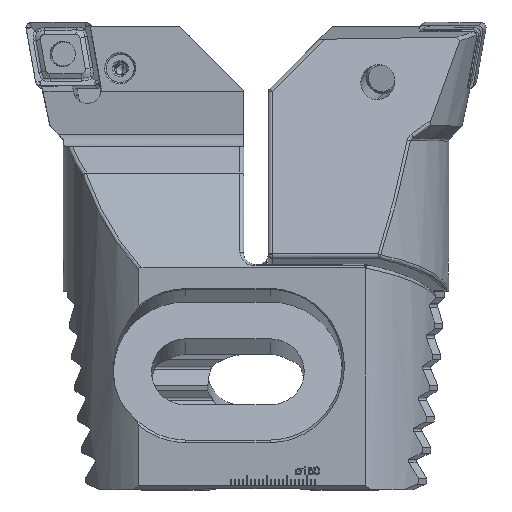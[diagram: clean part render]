
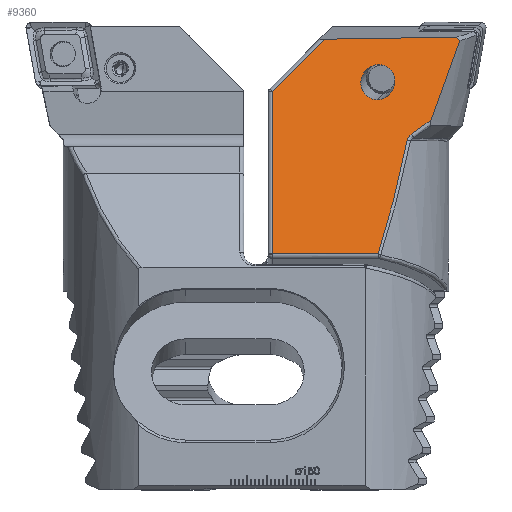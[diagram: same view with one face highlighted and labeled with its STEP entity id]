
A CAD part, top view. The second image highlights one B-rep face of the part: STEP entity #9360.
In plain terms, the highlighted face is planar.
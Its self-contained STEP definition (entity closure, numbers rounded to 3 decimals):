
#215 =( BOUNDED_CURVE ( )  B_SPLINE_CURVE ( 3, ( #2525, #2457, #1965, #1853 ),
 .UNSPECIFIED., .F., .F. ) 
 B_SPLINE_CURVE_WITH_KNOTS ( ( 4, 4 ),
 ( 3.835, 4.064 ),
 .UNSPECIFIED. ) 
 CURVE ( )  GEOMETRIC_REPRESENTATION_ITEM ( )  RATIONAL_B_SPLINE_CURVE ( ( 1., 0.996, 0.996, 1. ) ) 
 REPRESENTATION_ITEM ( '' )  );
#229 = ORIENTED_EDGE ( 'NONE', *, *, #15011, .F. ) ;
#269 = AXIS2_PLACEMENT_3D ( 'NONE', #9337, #7745, #7439 ) ;
#404 = CARTESIAN_POINT ( 'NONE',  ( 6.506, -4.438, -22.124 ) ) ;
#681 = CARTESIAN_POINT ( 'NONE',  ( 27.128, -19.194, -26.078 ) ) ;
#855 = ORIENTED_EDGE ( 'NONE', *, *, #14847, .T. ) ;
#874 = CARTESIAN_POINT ( 'NONE',  ( 26.713, -10.44, -23.733 ) ) ;
#933 = VERTEX_POINT ( 'NONE', #17455 ) ;
#1060 = CARTESIAN_POINT ( 'NONE',  ( 35.59, -19.194, -26.078 ) ) ;
#1120 = ORIENTED_EDGE ( 'NONE', *, *, #13298, .T. ) ;
#1176 = CARTESIAN_POINT ( 'NONE',  ( 6.506, -4.438, -22.124 ) ) ;
#1241 = CARTESIAN_POINT ( 'NONE',  ( 53.25, -57.496, -36.341 ) ) ;
#1515 = B_SPLINE_CURVE_WITH_KNOTS ( 'NONE', 3,
 ( #4742, #3878, #3730, #3747 ),
 .UNSPECIFIED., .F., .F.,
 ( 4, 4 ),
 ( 0., 0.006 ),
 .UNSPECIFIED. ) ;
#1625 =( BOUNDED_CURVE ( )  B_SPLINE_CURVE ( 3, ( #17609, #17718, #17574, #17571 ),
 .UNSPECIFIED., .F., .F. ) 
 B_SPLINE_CURVE_WITH_KNOTS ( ( 4, 4 ),
 ( 4.213, 4.329 ),
 .UNSPECIFIED. ) 
 CURVE ( )  GEOMETRIC_REPRESENTATION_ITEM ( )  RATIONAL_B_SPLINE_CURVE ( ( 1., 0.999, 0.999, 1. ) ) 
 REPRESENTATION_ITEM ( '' )  );
#1645 = B_SPLINE_CURVE_WITH_KNOTS ( 'NONE', 3,
 ( #16217, #16411, #15512, #15264, #13875, #13888, #13842, #13684 ),
 .UNSPECIFIED., .F., .F.,
 ( 4, 2, 2, 4 ),
 ( 0., 0.001, 0.001, 0.002 ),
 .UNSPECIFIED. ) ;
#1723 =( BOUNDED_CURVE ( )  B_SPLINE_CURVE ( 3, ( #15328, #9401, #8181, #17958 ),
 .UNSPECIFIED., .F., .F. ) 
 B_SPLINE_CURVE_WITH_KNOTS ( ( 4, 4 ),
 ( 3.432, 6.573 ),
 .UNSPECIFIED. ) 
 CURVE ( )  GEOMETRIC_REPRESENTATION_ITEM ( )  RATIONAL_B_SPLINE_CURVE ( ( 1., 0.333, 0.333, 1. ) ) 
 REPRESENTATION_ITEM ( '' )  );
#1853 = CARTESIAN_POINT ( 'NONE',  ( 19.587, -29.155, -28.747 ) ) ;
#1965 = CARTESIAN_POINT ( 'NONE',  ( 21.711, -39.617, -31.551 ) ) ;
#2221 = B_SPLINE_CURVE_WITH_KNOTS ( 'NONE', 3,
 ( #404, #17908, #15681, #15628 ),
 .UNSPECIFIED., .F., .F.,
 ( 4, 4 ),
 ( 0., 1. ),
 .UNSPECIFIED. ) ;
#2223 = VERTEX_POINT ( 'NONE', #18099 ) ;
#2436 = LINE ( 'NONE', #6324, #16940 ) ;
#2457 = CARTESIAN_POINT ( 'NONE',  ( 24.141, -49.105, -34.093 ) ) ;
#2525 = CARTESIAN_POINT ( 'NONE',  ( 26.846, -57.496, -36.341 ) ) ;
#2717 = CARTESIAN_POINT ( 'NONE',  ( 27.128, -19.194, -26.078 ) ) ;
#3166 = EDGE_LOOP ( 'NONE', ( #8067, #6080 ) ) ;
#3430 = CARTESIAN_POINT ( 'NONE',  ( 26.713, -10.44, -23.733 ) ) ;
#3520 = CARTESIAN_POINT ( 'NONE',  ( 18.576, -27.741, -28.369 ) ) ;
#3730 = CARTESIAN_POINT ( 'NONE',  ( 15.265, -25.386, -27.737 ) ) ;
#3747 = CARTESIAN_POINT ( 'NONE',  ( 13.636, -24.174, -27.413 ) ) ;
#3878 = CARTESIAN_POINT ( 'NONE',  ( 16.91, -26.577, -28.057 ) ) ;
#3953 =( BOUNDED_CURVE ( )  B_SPLINE_CURVE ( 3, ( #874, #4499, #1060, #681 ),
 .UNSPECIFIED., .F., .F. ) 
 B_SPLINE_CURVE_WITH_KNOTS ( ( 4, 4 ),
 ( 0.29, 3.432 ),
 .UNSPECIFIED. ) 
 CURVE ( )  GEOMETRIC_REPRESENTATION_ITEM ( )  RATIONAL_B_SPLINE_CURVE ( ( 1., 0.333, 0.333, 1. ) ) 
 REPRESENTATION_ITEM ( '' )  );
#4080 = VERTEX_POINT ( 'NONE', #3430 ) ;
#4499 = CARTESIAN_POINT ( 'NONE',  ( 35.175, -10.44, -23.733 ) ) ;
#4742 = CARTESIAN_POINT ( 'NONE',  ( 18.576, -27.741, -28.369 ) ) ;
#5142 = FACE_BOUND ( 'NONE', #3166, .T. ) ;
#5778 = VERTEX_POINT ( 'NONE', #8205 ) ;
#6080 = ORIENTED_EDGE ( 'NONE', *, *, #9864, .F. ) ;
#6126 = DIRECTION ( 'NONE',  ( -1., 0., 0. ) ) ;
#6324 = CARTESIAN_POINT ( 'NONE',  ( 113.15, -57.496, -36.341 ) ) ;
#7195 = DIRECTION ( 'NONE',  ( 0., -0.966, -0.259 ) ) ;
#7303 = CARTESIAN_POINT ( 'NONE',  ( 53.25, -2.353, -21.566 ) ) ;
#7439 = DIRECTION ( 'NONE',  ( 0., -0.966, -0.259 ) ) ;
#7499 = VECTOR ( 'NONE', #10762, 1000. ) ;
#7745 = DIRECTION ( 'NONE',  ( 0., -0.259, 0.966 ) ) ;
#7972 = FACE_OUTER_BOUND ( 'NONE', #16808, .T. ) ;
#8067 = ORIENTED_EDGE ( 'NONE', *, *, #16988, .F. ) ;
#8181 = CARTESIAN_POINT ( 'NONE',  ( 18.251, -10.44, -23.733 ) ) ;
#8205 = CARTESIAN_POINT ( 'NONE',  ( 19.587, -29.155, -28.747 ) ) ;
#9337 = CARTESIAN_POINT ( 'NONE',  ( 113.15, -2.353, -21.566 ) ) ;
#9360 = ADVANCED_FACE ( 'NONE', ( #7972, #5142 ), #14110, .F. ) ;
#9401 = CARTESIAN_POINT ( 'NONE',  ( 18.665, -19.194, -26.078 ) ) ;
#9407 = ORIENTED_EDGE ( 'NONE', *, *, #15597, .T. ) ;
#9722 = VERTEX_POINT ( 'NONE', #15776 ) ;
#9864 = EDGE_CURVE ( 'NONE', #4080, #17074, #3953, .T. ) ;
#10115 = VERTEX_POINT ( 'NONE', #14302 ) ;
#10411 = CARTESIAN_POINT ( 'NONE',  ( 74.563, -38.355, -31.212 ) ) ;
#10539 = VERTEX_POINT ( 'NONE', #3520 ) ;
#10762 = DIRECTION ( 'NONE',  ( -1., 0.015, 0.004 ) ) ;
#10812 = DIRECTION ( 'NONE',  ( 0.695, -0.695, -0.186 ) ) ;
#10854 = LINE ( 'NONE', #7303, #17366 ) ;
#10879 = CARTESIAN_POINT ( 'NONE',  ( 113.102, -5.22, -22.334 ) ) ;
#11747 = LINE ( 'NONE', #10411, #14699 ) ;
#12170 = CARTESIAN_POINT ( 'NONE',  ( 26.846, -57.496, -36.341 ) ) ;
#12368 = ORIENTED_EDGE ( 'NONE', *, *, #15426, .F. ) ;
#12413 = VERTEX_POINT ( 'NONE', #12170 ) ;
#12910 = VERTEX_POINT ( 'NONE', #1176 ) ;
#13295 = ORIENTED_EDGE ( 'NONE', *, *, #15302, .T. ) ;
#13298 = EDGE_CURVE ( 'NONE', #933, #12910, #1625, .T. ) ;
#13684 = CARTESIAN_POINT ( 'NONE',  ( 19.587, -29.155, -28.747 ) ) ;
#13842 = CARTESIAN_POINT ( 'NONE',  ( 19.557, -29.01, -28.709 ) ) ;
#13875 = CARTESIAN_POINT ( 'NONE',  ( 19.385, -28.605, -28.6 ) ) ;
#13888 = CARTESIAN_POINT ( 'NONE',  ( 19.51, -28.871, -28.671 ) ) ;
#14110 = PLANE ( 'NONE',  #269 ) ;
#14302 = CARTESIAN_POINT ( 'NONE',  ( 7.309, -3.584, -21.896 ) ) ;
#14494 = VERTEX_POINT ( 'NONE', #1241 ) ;
#14699 = VECTOR ( 'NONE', #10812, 1000. ) ;
#14847 = EDGE_CURVE ( 'NONE', #12910, #10115, #2221, .T. ) ;
#15011 = EDGE_CURVE ( 'NONE', #2223, #10115, #15127, .T. ) ;
#15030 = EDGE_CURVE ( 'NONE', #2223, #9722, #11747, .T. ) ;
#15121 = EDGE_CURVE ( 'NONE', #9722, #14494, #10854, .T. ) ;
#15127 = LINE ( 'NONE', #10879, #7499 ) ;
#15154 = EDGE_CURVE ( 'NONE', #14494, #12413, #2436, .T. ) ;
#15264 = CARTESIAN_POINT ( 'NONE',  ( 19.307, -28.477, -28.566 ) ) ;
#15302 = EDGE_CURVE ( 'NONE', #12413, #5778, #215, .T. ) ;
#15328 = CARTESIAN_POINT ( 'NONE',  ( 27.128, -19.194, -26.078 ) ) ;
#15426 = EDGE_CURVE ( 'NONE', #10539, #5778, #1645, .T. ) ;
#15500 = ORIENTED_EDGE ( 'NONE', *, *, #15154, .T. ) ;
#15512 = CARTESIAN_POINT ( 'NONE',  ( 19.043, -28.121, -28.47 ) ) ;
#15597 = EDGE_CURVE ( 'NONE', #10539, #933, #1515, .T. ) ;
#15628 = CARTESIAN_POINT ( 'NONE',  ( 7.309, -3.584, -21.896 ) ) ;
#15681 = CARTESIAN_POINT ( 'NONE',  ( 7.042, -3.868, -21.972 ) ) ;
#15776 = CARTESIAN_POINT ( 'NONE',  ( 53.25, -17.042, -25.502 ) ) ;
#16091 = ORIENTED_EDGE ( 'NONE', *, *, #15121, .T. ) ;
#16217 = CARTESIAN_POINT ( 'NONE',  ( 18.576, -27.741, -28.369 ) ) ;
#16411 = CARTESIAN_POINT ( 'NONE',  ( 18.823, -27.914, -28.415 ) ) ;
#16808 = EDGE_LOOP ( 'NONE', ( #1120, #855, #229, #18153, #16091, #15500, #13295, #12368, #9407 ) ) ;
#16940 = VECTOR ( 'NONE', #6126, 1000. ) ;
#16988 = EDGE_CURVE ( 'NONE', #17074, #4080, #1723, .T. ) ;
#17074 = VERTEX_POINT ( 'NONE', #2717 ) ;
#17366 = VECTOR ( 'NONE', #7195, 1000. ) ;
#17455 = CARTESIAN_POINT ( 'NONE',  ( 13.636, -24.174, -27.413 ) ) ;
#17571 = CARTESIAN_POINT ( 'NONE',  ( 6.506, -4.438, -22.124 ) ) ;
#17574 = CARTESIAN_POINT ( 'NONE',  ( 8.821, -11.22, -23.942 ) ) ;
#17609 = CARTESIAN_POINT ( 'NONE',  ( 13.636, -24.174, -27.413 ) ) ;
#17718 = CARTESIAN_POINT ( 'NONE',  ( 11.201, -17.806, -25.706 ) ) ;
#17908 = CARTESIAN_POINT ( 'NONE',  ( 6.774, -4.153, -22.048 ) ) ;
#17958 = CARTESIAN_POINT ( 'NONE',  ( 26.713, -10.44, -23.733 ) ) ;
#18099 = CARTESIAN_POINT ( 'NONE',  ( 40.302, -4.094, -22.032 ) ) ;
#18153 = ORIENTED_EDGE ( 'NONE', *, *, #15030, .T. ) ;
